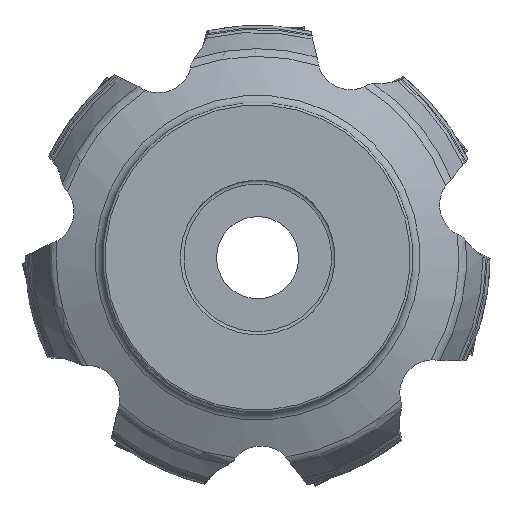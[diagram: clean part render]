
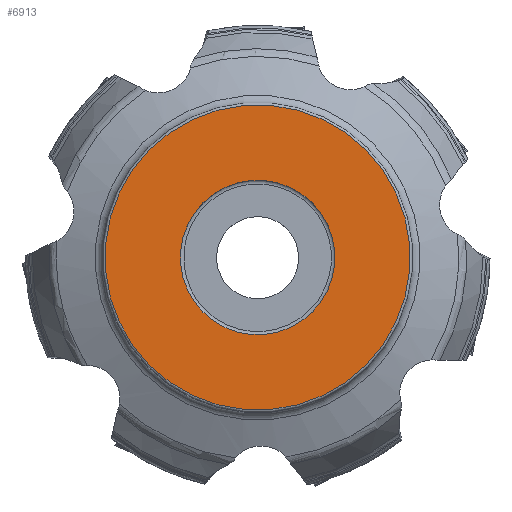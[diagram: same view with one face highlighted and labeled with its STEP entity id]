
A CAD part, top view. The second image highlights one B-rep face of the part: STEP entity #6913.
In plain terms, the highlighted planar face has unit normal (0, 0, 1).
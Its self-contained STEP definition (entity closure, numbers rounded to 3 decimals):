
#2314=FACE_BOUND('',#13630,.T.);
#2315=FACE_BOUND('',#13631,.T.);
#6913=ADVANCED_FACE('CU_BACK_F001',(#2314,#2315),#7559,.F.);
#7559=PLANE('',#55000);
#13630=EDGE_LOOP('',(#32622));
#13631=EDGE_LOOP('',(#32623));
#16116=CIRCLE('',#50575,12.705);
#18045=CIRCLE('',#54998,25.1);
#32622=ORIENTED_EDGE('',*,*,#39055,.F.);
#32623=ORIENTED_EDGE('',*,*,#44869,.T.);
#34049=VERTEX_POINT('',#76886);
#37456=VERTEX_POINT('',#112536);
#39055=EDGE_CURVE('',#34049,#34049,#16116,.T.);
#44869=EDGE_CURVE('',#37456,#37456,#18045,.T.);
#50575=AXIS2_PLACEMENT_3D('',#76885,#57429,#57430);
#54998=AXIS2_PLACEMENT_3D('',#112535,#68110,#68111);
#55000=AXIS2_PLACEMENT_3D('',#112538,#68114,#68115);
#57429=DIRECTION('',(0.,0.,1.));
#57430=DIRECTION('',(0.966,0.259,0.));
#68110=DIRECTION('',(0.,0.,1.));
#68111=DIRECTION('',(0.966,0.259,0.));
#68114=DIRECTION('',(0.,0.,-1.));
#68115=DIRECTION('',(-0.966,-0.259,0.));
#76885=CARTESIAN_POINT('',(0.,0.,
0.));
#76886=CARTESIAN_POINT('',(12.272,3.288,0.));
#112535=CARTESIAN_POINT('',(0.,0.,
0.));
#112536=CARTESIAN_POINT('',(24.245,6.496,0.));
#112538=CARTESIAN_POINT('',(-24.5,0.,0.));
